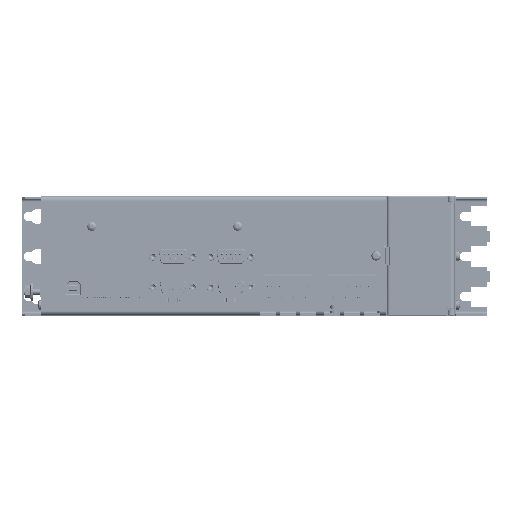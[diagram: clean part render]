
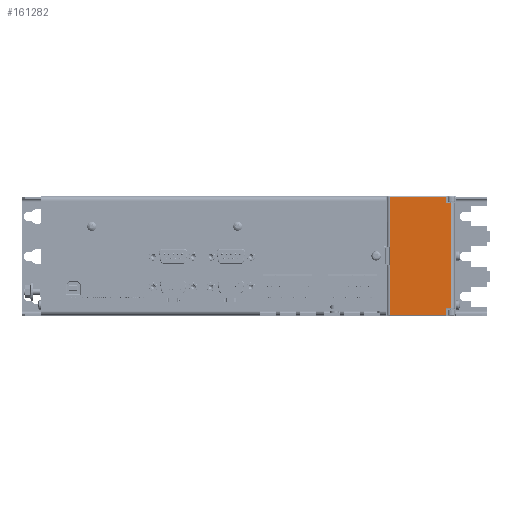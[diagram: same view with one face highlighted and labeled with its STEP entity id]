
A CAD part, top view. The second image highlights one B-rep face of the part: STEP entity #161282.
In plain terms, the highlighted face is planar.
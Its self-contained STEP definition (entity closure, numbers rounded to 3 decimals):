
#158169=DIRECTION('',(1.,0.,0.));
#158170=VECTOR('',#158169,4.);
#158171=CARTESIAN_POINT('',(-36.75,0.,37.));
#158172=LINE('',#158171,#158170);
#158176=DIRECTION('',(0.,0.,1.));
#158177=VECTOR('',#158176,35.);
#158178=CARTESIAN_POINT('',(-36.75,0.,2.));
#158179=LINE('',#158178,#158177);
#158183=DIRECTION('',(1.,0.,0.));
#158184=VECTOR('',#158183,31.25);
#158185=CARTESIAN_POINT('',(-36.75,0.,2.));
#158186=LINE('',#158185,#158184);
#158190=DIRECTION('',(0.,0.,-1.));
#158191=VECTOR('',#158190,0.2);
#158192=CARTESIAN_POINT('',(-5.5,0.,2.));
#158193=LINE('',#158192,#158191);
#158197=DIRECTION('',(1.,0.,0.));
#158198=VECTOR('',#158197,11.);
#158199=CARTESIAN_POINT('',(-5.5,0.,1.8));
#158200=LINE('',#158199,#158198);
#158204=DIRECTION('',(0.,0.,-1.));
#158205=VECTOR('',#158204,0.2);
#158206=CARTESIAN_POINT('',(5.5,0.,2.));
#158207=LINE('',#158206,#158205);
#158211=DIRECTION('',(1.,0.,0.));
#158212=VECTOR('',#158211,31.25);
#158213=CARTESIAN_POINT('',(5.5,0.,2.));
#158214=LINE('',#158213,#158212);
#158218=DIRECTION('',(0.,0.,-1.));
#158219=VECTOR('',#158218,35.);
#158220=CARTESIAN_POINT('',(36.75,0.,37.));
#158221=LINE('',#158220,#158219);
#158225=DIRECTION('',(1.,0.,0.));
#158226=VECTOR('',#158225,4.);
#158227=CARTESIAN_POINT('',(32.75,0.,37.));
#158228=LINE('',#158227,#158226);
#158232=DIRECTION('',(0.,0.,-1.));
#158233=VECTOR('',#158232,3.);
#158234=CARTESIAN_POINT('',(32.75,0.,40.));
#158235=LINE('',#158234,#158233);
#158239=DIRECTION('',(-1.,0.,0.));
#158240=VECTOR('',#158239,65.5);
#158241=CARTESIAN_POINT('',(32.75,0.,40.));
#158242=LINE('',#158241,#158240);
#158246=DIRECTION('',(0.,0.,1.));
#158247=VECTOR('',#158246,3.);
#158248=CARTESIAN_POINT('',(-32.75,0.,37.));
#158249=LINE('',#158248,#158247);
#160743=CARTESIAN_POINT('',(-5.5,0.,2.));
#160744=CARTESIAN_POINT('',(-5.5,0.,1.8));
#160745=VERTEX_POINT('',#160743);
#160746=VERTEX_POINT('',#160744);
#160747=CARTESIAN_POINT('',(5.5,0.,2.));
#160748=CARTESIAN_POINT('',(5.5,0.,1.8));
#160749=VERTEX_POINT('',#160747);
#160750=VERTEX_POINT('',#160748);
#160887=CARTESIAN_POINT('',(-36.75,0.,37.));
#160888=CARTESIAN_POINT('',(-32.75,0.,37.));
#160889=VERTEX_POINT('',#160887);
#160890=VERTEX_POINT('',#160888);
#160893=CARTESIAN_POINT('',(-32.75,0.,40.));
#160894=VERTEX_POINT('',#160893);
#160925=CARTESIAN_POINT('',(32.75,0.,40.));
#160926=CARTESIAN_POINT('',(32.75,0.,37.));
#160927=VERTEX_POINT('',#160925);
#160928=VERTEX_POINT('',#160926);
#160933=CARTESIAN_POINT('',(36.75,0.,37.));
#160934=VERTEX_POINT('',#160933);
#160941=CARTESIAN_POINT('',(36.75,0.,2.));
#160942=VERTEX_POINT('',#160941);
#161057=CARTESIAN_POINT('',(-36.75,0.,2.));
#161058=VERTEX_POINT('',#161057);
#161253=CARTESIAN_POINT('',(37.25,0.,0.));
#161254=DIRECTION('',(0.,1.,0.));
#161255=DIRECTION('',(-1.,0.,0.));
#161256=AXIS2_PLACEMENT_3D('',#161253,#161254,#161255);
#161257=PLANE('',#161256);
#161259=ORIENTED_EDGE('',*,*,#161258,.F.);
#161261=ORIENTED_EDGE('',*,*,#161260,.F.);
#161263=ORIENTED_EDGE('',*,*,#161262,.T.);
#161265=ORIENTED_EDGE('',*,*,#161264,.T.);
#161267=ORIENTED_EDGE('',*,*,#161266,.T.);
#161269=ORIENTED_EDGE('',*,*,#161268,.F.);
#161270=ORIENTED_EDGE('',*,*,#161217,.T.);
#161271=ORIENTED_EDGE('',*,*,#161244,.F.);
#161273=ORIENTED_EDGE('',*,*,#161272,.F.);
#161275=ORIENTED_EDGE('',*,*,#161274,.F.);
#161277=ORIENTED_EDGE('',*,*,#161276,.T.);
#161279=ORIENTED_EDGE('',*,*,#161278,.F.);
#161280=EDGE_LOOP('',(#161259,#161261,#161263,#161265,#161267,#161269,#161270,
#161271,#161273,#161275,#161277,#161279));
#161281=FACE_OUTER_BOUND('',#161280,.F.);
#161217=EDGE_CURVE('',#160749,#160942,#158214,.T.);
#161244=EDGE_CURVE('',#160934,#160942,#158221,.T.);
#161258=EDGE_CURVE('',#160889,#160890,#158172,.T.);
#161260=EDGE_CURVE('',#161058,#160889,#158179,.T.);
#161262=EDGE_CURVE('',#161058,#160745,#158186,.T.);
#161264=EDGE_CURVE('',#160745,#160746,#158193,.T.);
#161266=EDGE_CURVE('',#160746,#160750,#158200,.T.);
#161268=EDGE_CURVE('',#160749,#160750,#158207,.T.);
#161272=EDGE_CURVE('',#160928,#160934,#158228,.T.);
#161274=EDGE_CURVE('',#160927,#160928,#158235,.T.);
#161276=EDGE_CURVE('',#160927,#160894,#158242,.T.);
#161278=EDGE_CURVE('',#160890,#160894,#158249,.T.);
#161282=ADVANCED_FACE('',(#161281),#161257,.T.);
